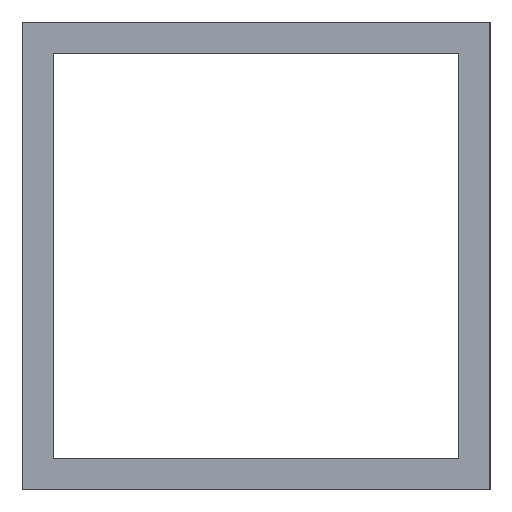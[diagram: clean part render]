
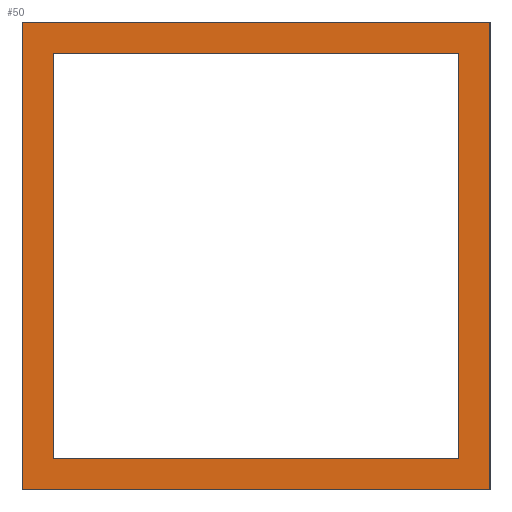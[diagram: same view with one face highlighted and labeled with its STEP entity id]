
A CAD part, left-side view. The second image highlights one B-rep face of the part: STEP entity #50.
In plain terms, the highlighted planar face has unit normal (-1, 0, 0).
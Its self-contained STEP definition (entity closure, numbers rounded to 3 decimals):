
#50 = ADVANCED_FACE( '', ( #96, #97 ), #98, .F. );
#96 = FACE_OUTER_BOUND( '', #135, .T. );
#97 = FACE_BOUND( '', #136, .T. );
#98 = PLANE( '', #137 );
#135 = EDGE_LOOP( '', ( #211, #212, #213, #214 ) );
#136 = EDGE_LOOP( '', ( #215, #216, #217, #218 ) );
#137 = AXIS2_PLACEMENT_3D( '', #219, #220, #221 );
#211 = ORIENTED_EDGE( '', *, *, #231, .F. );
#212 = ORIENTED_EDGE( '', *, *, #248, .F. );
#213 = ORIENTED_EDGE( '', *, *, #244, .F. );
#214 = ORIENTED_EDGE( '', *, *, #254, .F. );
#215 = ORIENTED_EDGE( '', *, *, #250, .T. );
#216 = ORIENTED_EDGE( '', *, *, #262, .T. );
#217 = ORIENTED_EDGE( '', *, *, #256, .T. );
#218 = ORIENTED_EDGE( '', *, *, #260, .T. );
#219 = CARTESIAN_POINT( '', ( 0., 0., 0. ) );
#220 = DIRECTION( '', ( 1., 0., 0. ) );
#221 = DIRECTION( '', ( 0., 0., -1. ) );
#231 = EDGE_CURVE( '', #265, #266, #267, .T. );
#244 = EDGE_CURVE( '', #288, #289, #290, .T. );
#248 = EDGE_CURVE( '', #289, #265, #294, .T. );
#250 = EDGE_CURVE( '', #296, #297, #298, .T. );
#254 = EDGE_CURVE( '', #266, #288, #302, .T. );
#256 = EDGE_CURVE( '', #304, #305, #306, .T. );
#260 = EDGE_CURVE( '', #305, #296, #310, .T. );
#262 = EDGE_CURVE( '', #297, #304, #312, .T. );
#265 = VERTEX_POINT( '', #315 );
#266 = VERTEX_POINT( '', #316 );
#267 = LINE( '', #317, #318 );
#288 = VERTEX_POINT( '', #349 );
#289 = VERTEX_POINT( '', #350 );
#290 = LINE( '', #351, #352 );
#294 = LINE( '', #358, #359 );
#296 = VERTEX_POINT( '', #361 );
#297 = VERTEX_POINT( '', #362 );
#298 = LINE( '', #363, #364 );
#302 = LINE( '', #370, #371 );
#304 = VERTEX_POINT( '', #373 );
#305 = VERTEX_POINT( '', #374 );
#306 = LINE( '', #375, #376 );
#310 = LINE( '', #382, #383 );
#312 = LINE( '', #385, #386 );
#315 = CARTESIAN_POINT( '', ( 0., 15., 15. ) );
#316 = CARTESIAN_POINT( '', ( 0., -15., 15. ) );
#317 = CARTESIAN_POINT( '', ( 0., 15., 15. ) );
#318 = VECTOR( '', #388, 1000. );
#349 = CARTESIAN_POINT( '', ( 0., -15., -15. ) );
#350 = CARTESIAN_POINT( '', ( 0., 15., -15. ) );
#351 = CARTESIAN_POINT( '', ( 0., -15., -15. ) );
#352 = VECTOR( '', #399, 1000. );
#358 = CARTESIAN_POINT( '', ( 0., 15., -15. ) );
#359 = VECTOR( '', #402, 1000. );
#361 = CARTESIAN_POINT( '', ( 0., 13., 13. ) );
#362 = CARTESIAN_POINT( '', ( 0., -13., 13. ) );
#363 = CARTESIAN_POINT( '', ( 0., 13., 13. ) );
#364 = VECTOR( '', #403, 1000. );
#370 = CARTESIAN_POINT( '', ( 0., -15., 15. ) );
#371 = VECTOR( '', #406, 1000. );
#373 = CARTESIAN_POINT( '', ( 0., -13., -13. ) );
#374 = CARTESIAN_POINT( '', ( 0., 13., -13. ) );
#375 = CARTESIAN_POINT( '', ( 0., -13., -13. ) );
#376 = VECTOR( '', #407, 1000. );
#382 = CARTESIAN_POINT( '', ( 0., 13., -13. ) );
#383 = VECTOR( '', #410, 1000. );
#385 = CARTESIAN_POINT( '', ( 0., -13., 13. ) );
#386 = VECTOR( '', #411, 1000. );
#388 = DIRECTION( '', ( 0., -1., 0. ) );
#399 = DIRECTION( '', ( 0., 1., 0. ) );
#402 = DIRECTION( '', ( 0., 0., 1. ) );
#403 = DIRECTION( '', ( 0., -1., 0. ) );
#406 = DIRECTION( '', ( 0., 0., -1. ) );
#407 = DIRECTION( '', ( 0., 1., 0. ) );
#410 = DIRECTION( '', ( 0., 0., 1. ) );
#411 = DIRECTION( '', ( 0., 0., -1. ) );
